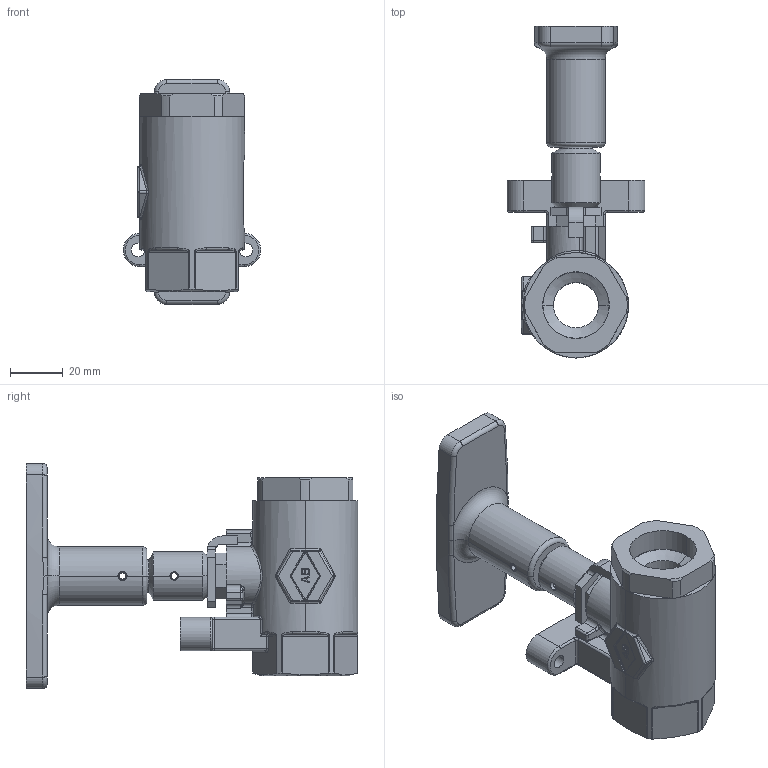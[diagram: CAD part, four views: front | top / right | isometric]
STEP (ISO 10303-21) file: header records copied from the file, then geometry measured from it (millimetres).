
FILE_DESCRIPTION((''),'2;1');
FILE_NAME('00570002_05','2013-08-29T',('sobri'),(''),'PRO/ENGINEER BY PARAMETRIC TECHNOLOGY CORPORATION, 2011180','PRO/ENGINEER BY PARAMETRIC TECHNOLOGY CORPORATION, 2011180','');
FILE_SCHEMA(('CONFIG_CONTROL_DESIGN'));
Length unit declared in the file: inch
Products named in the file (1): 00570002_05
Bounding box: 52.39 x 126.34 x 85.72 mm (x, y, z)
Surface area: 35606.3 mm2 (no closed solid volume)
Topology: 0 solids, 10 shells, 722 faces, 1989 edges, 1266 vertices
Faces by surface type: plane 395, cylinder 150, bspline 83, torus 46, cone 34, sphere 14
Entity records: 26751 total; most frequent: CARTESIAN_POINT 8954, ORIENTED_EDGE 3804, DIRECTION 3461, EDGE_CURVE 1987, VECTOR 1285, LINE 1285, VERTEX_POINT 1266, AXIS2_PLACEMENT_3D 1088
